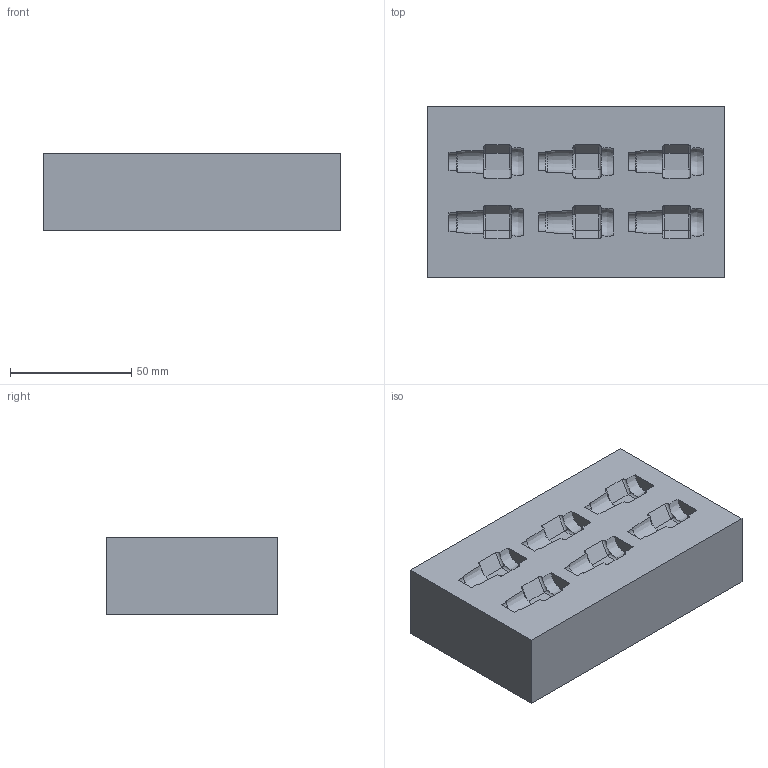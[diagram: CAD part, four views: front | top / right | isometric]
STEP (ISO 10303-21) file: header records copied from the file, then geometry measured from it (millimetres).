
FILE_DESCRIPTION(('CATIA V5 STEP Exchange'),'2;1');
FILE_NAME('Redcap=D2.stp','2025-03-25T06:51:35+00:00',('none'),('none'),'CATIA Version 5 Release 20 GA (IN-10)','CATIA V5 STEP AP203','none');
FILE_SCHEMA(('CONFIG_CONTROL_DESIGN'));
Length unit declared in the file: millimetre
Products named in the file (1): Part2
Bounding box: 123 x 71 x 32 mm (x, y, z)
Volume: 271012.1 mm3; surface area: 31590.3 mm2
Topology: 1 solids, 1 shells, 132 faces, 348 edges, 225 vertices
Faces by surface type: plane 72, cylinder 42, torus 6, cone 6, bspline 6
Entity records: 5080 total; most frequent: CARTESIAN_POINT 2182, ORIENTED_EDGE 696, DIRECTION 408, EDGE_CURVE 348, VERTEX_POINT 224, VECTOR 198, LINE 198, EDGE_LOOP 138
